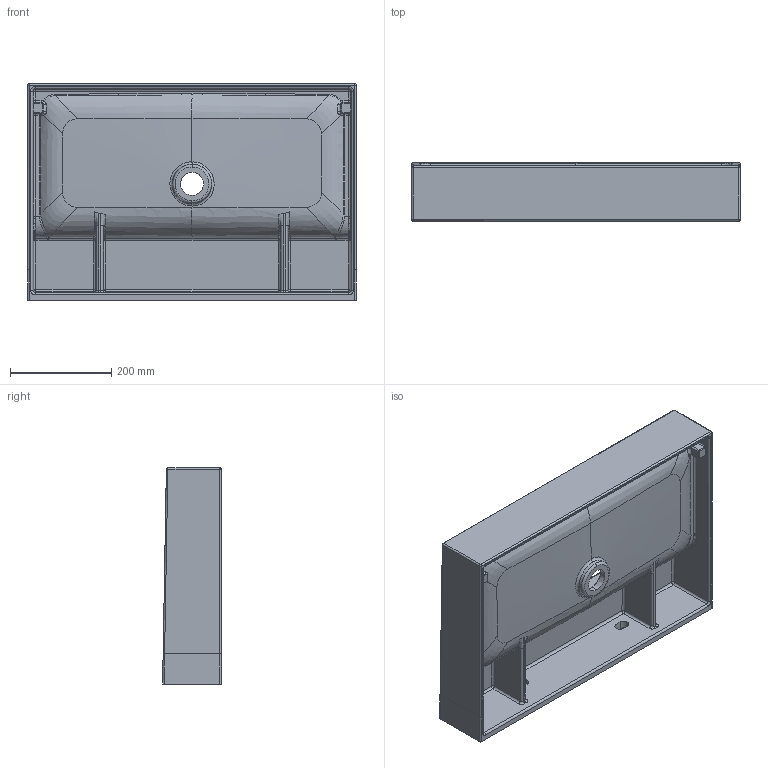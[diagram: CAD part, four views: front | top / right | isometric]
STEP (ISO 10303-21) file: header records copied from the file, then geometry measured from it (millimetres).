
FILE_DESCRIPTION (( 'STEP AP214' ), '1' );
FILE_NAME ('WA013-0650.STEP', '2018-04-16T12:45:52', ( '' ), ( '' ), 'SwSTEP 2.0', 'SolidWorks 2017', '' );
FILE_SCHEMA (( 'AUTOMOTIVE_DESIGN' ));
Length unit declared in the file: millimetre
Products named in the file (1): WA013-0650
Bounding box: 650 x 116 x 428 mm (x, y, z)
Volume: 7192354.6 mm3; surface area: 1086879.9 mm2
Topology: 1 solids, 1 shells, 366 faces, 976 edges, 593 vertices
Faces by surface type: bspline 250, cylinder 57, plane 41, sphere 16, cone 2
Entity records: 31566 total; most frequent: CARTESIAN_POINT 25204, ORIENTED_EDGE 1880, EDGE_CURVE 940, VERTEX_POINT 577, B_SPLINE_CURVE_WITH_KNOTS 534, DIRECTION 524, EDGE_LOOP 373, FACE_OUTER_BOUND 366
